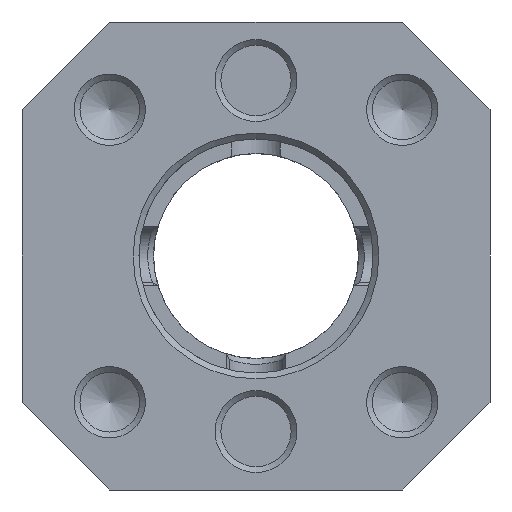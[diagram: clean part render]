
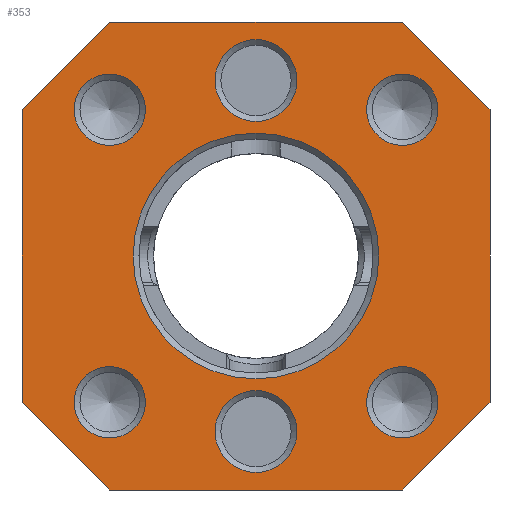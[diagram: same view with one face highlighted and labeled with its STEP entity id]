
A CAD part, front view. The second image highlights one B-rep face of the part: STEP entity #353.
In plain terms, the highlighted planar face has unit normal (0, -1, 0).
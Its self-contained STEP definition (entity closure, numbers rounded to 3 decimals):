
#353 = ADVANCED_FACE( '', ( #841, #842, #843, #844, #845, #846, #847, #848 ), #849, .T. );
#841 = FACE_BOUND( '', #1710, .T. );
#842 = FACE_BOUND( '', #1711, .T. );
#843 = FACE_BOUND( '', #1712, .T. );
#844 = FACE_BOUND( '', #1713, .T. );
#845 = FACE_BOUND( '', #1714, .T. );
#846 = FACE_BOUND( '', #1715, .T. );
#847 = FACE_BOUND( '', #1716, .T. );
#848 = FACE_OUTER_BOUND( '', #1717, .T. );
#849 = PLANE( '', #1718 );
#1710 = EDGE_LOOP( '', ( #2664 ) );
#1711 = EDGE_LOOP( '', ( #2665 ) );
#1712 = EDGE_LOOP( '', ( #2666 ) );
#1713 = EDGE_LOOP( '', ( #2667 ) );
#1714 = EDGE_LOOP( '', ( #2668 ) );
#1715 = EDGE_LOOP( '', ( #2669 ) );
#1716 = EDGE_LOOP( '', ( #2670 ) );
#1717 = EDGE_LOOP( '', ( #2671, #2672, #2673, #2674, #2675, #2676, #2677, #2678 ) );
#1718 = AXIS2_PLACEMENT_3D( '', #2679, #2680, #2681 );
#2664 = ORIENTED_EDGE( '', *, *, #3115, .T. );
#2665 = ORIENTED_EDGE( '', *, *, #3069, .T. );
#2666 = ORIENTED_EDGE( '', *, *, #3043, .T. );
#2667 = ORIENTED_EDGE( '', *, *, #2928, .T. );
#2668 = ORIENTED_EDGE( '', *, *, #3149, .T. );
#2669 = ORIENTED_EDGE( '', *, *, #3063, .T. );
#2670 = ORIENTED_EDGE( '', *, *, #3008, .T. );
#2671 = ORIENTED_EDGE( '', *, *, #3039, .T. );
#2672 = ORIENTED_EDGE( '', *, *, #3031, .T. );
#2673 = ORIENTED_EDGE( '', *, *, #3168, .T. );
#2674 = ORIENTED_EDGE( '', *, *, #3169, .T. );
#2675 = ORIENTED_EDGE( '', *, *, #3102, .T. );
#2676 = ORIENTED_EDGE( '', *, *, #3170, .T. );
#2677 = ORIENTED_EDGE( '', *, *, #3165, .T. );
#2678 = ORIENTED_EDGE( '', *, *, #3075, .T. );
#2679 = CARTESIAN_POINT( '', ( -40., -175.5, -40. ) );
#2680 = DIRECTION( '', ( 0., -1., 0. ) );
#2681 = DIRECTION( '', ( 0., 0., -1. ) );
#2928 = EDGE_CURVE( '', #3291, #3291, #3292, .F. );
#3008 = EDGE_CURVE( '', #3420, #3420, #3421, .F. );
#3031 = EDGE_CURVE( '', #3454, #3455, #3456, .F. );
#3039 = EDGE_CURVE( '', #3468, #3454, #3469, .T. );
#3043 = EDGE_CURVE( '', #3474, #3474, #3475, .F. );
#3063 = EDGE_CURVE( '', #3505, #3505, #3506, .F. );
#3069 = EDGE_CURVE( '', #3514, #3514, #3515, .F. );
#3075 = EDGE_CURVE( '', #3523, #3468, #3524, .F. );
#3102 = EDGE_CURVE( '', #3560, #3561, #3562, .T. );
#3115 = EDGE_CURVE( '', #3578, #3578, #3579, .F. );
#3149 = EDGE_CURVE( '', #3624, #3624, #3625, .F. );
#3165 = EDGE_CURVE( '', #3644, #3523, #3645, .T. );
#3168 = EDGE_CURVE( '', #3455, #3648, #3649, .T. );
#3169 = EDGE_CURVE( '', #3648, #3560, #3650, .F. );
#3170 = EDGE_CURVE( '', #3561, #3644, #3651, .F. );
#3291 = VERTEX_POINT( '', #3941 );
#3292 = CIRCLE( '', #3942, 6.1 );
#3420 = VERTEX_POINT( '', #4842 );
#3421 = CIRCLE( '', #4843, 6.1 );
#3454 = VERTEX_POINT( '', #4964 );
#3455 = VERTEX_POINT( '', #4965 );
#3456 = LINE( '', #4966, #4967 );
#3468 = VERTEX_POINT( '', #4981 );
#3469 = LINE( '', #4982, #4983 );
#3474 = VERTEX_POINT( '', #4989 );
#3475 = CIRCLE( '', #4990, 7. );
#3505 = VERTEX_POINT( '', #5128 );
#3506 = CIRCLE( '', #5129, 7. );
#3514 = VERTEX_POINT( '', #5221 );
#3515 = CIRCLE( '', #5222, 6.1 );
#3523 = VERTEX_POINT( '', #5272 );
#3524 = LINE( '', #5273, #5274 );
#3560 = VERTEX_POINT( '', #5357 );
#3561 = VERTEX_POINT( '', #5358 );
#3562 = LINE( '', #5359, #5360 );
#3578 = VERTEX_POINT( '', #5379 );
#3579 = CIRCLE( '', #5380, 21. );
#3624 = VERTEX_POINT( '', #5468 );
#3625 = CIRCLE( '', #5469, 6.1 );
#3644 = VERTEX_POINT( '', #5530 );
#3645 = LINE( '', #5531, #5532 );
#3648 = VERTEX_POINT( '', #5536 );
#3649 = LINE( '', #5537, #5538 );
#3650 = LINE( '', #5539, #5540 );
#3651 = LINE( '', #5541, #5542 );
#3941 = CARTESIAN_POINT( '', ( 25., -175.5, -31.1 ) );
#3942 = AXIS2_PLACEMENT_3D( '', #5670, #5671, #5672 );
#4842 = CARTESIAN_POINT( '', ( -25., -175.5, 18.9 ) );
#4843 = AXIS2_PLACEMENT_3D( '', #5751, #5752, #5753 );
#4964 = CARTESIAN_POINT( '', ( -40., -175.5, -25. ) );
#4965 = CARTESIAN_POINT( '', ( -25., -175.5, -40. ) );
#4966 = CARTESIAN_POINT( '', ( -32.5, -175.5, -32.5 ) );
#4967 = VECTOR( '', #5778, 1000. );
#4981 = CARTESIAN_POINT( '', ( -40., -175.5, 25. ) );
#4982 = CARTESIAN_POINT( '', ( -40., -175.5, 40. ) );
#4983 = VECTOR( '', #5793, 1000. );
#4989 = CARTESIAN_POINT( '', ( 0., -175.5, -37. ) );
#4990 = AXIS2_PLACEMENT_3D( '', #5798, #5799, #5800 );
#5128 = CARTESIAN_POINT( '', ( 0., -175.5, 23. ) );
#5129 = AXIS2_PLACEMENT_3D( '', #5826, #5827, #5828 );
#5221 = CARTESIAN_POINT( '', ( -25., -175.5, -31.1 ) );
#5222 = AXIS2_PLACEMENT_3D( '', #5829, #5830, #5831 );
#5272 = CARTESIAN_POINT( '', ( -25., -175.5, 40. ) );
#5273 = CARTESIAN_POINT( '', ( -72.5, -175.5, -7.5 ) );
#5274 = VECTOR( '', #5835, 1000. );
#5357 = CARTESIAN_POINT( '', ( 40., -175.5, -25. ) );
#5358 = CARTESIAN_POINT( '', ( 40., -175.5, 25. ) );
#5359 = CARTESIAN_POINT( '', ( 40., -175.5, -40. ) );
#5360 = VECTOR( '', #5867, 1000. );
#5379 = CARTESIAN_POINT( '', ( 0., -175.5, -21. ) );
#5380 = AXIS2_PLACEMENT_3D( '', #5879, #5880, #5881 );
#5468 = CARTESIAN_POINT( '', ( 25., -175.5, 18.9 ) );
#5469 = AXIS2_PLACEMENT_3D( '', #5916, #5917, #5918 );
#5530 = CARTESIAN_POINT( '', ( 25., -175.5, 40. ) );
#5531 = CARTESIAN_POINT( '', ( 40., -175.5, 40. ) );
#5532 = VECTOR( '', #5928, 1000. );
#5536 = CARTESIAN_POINT( '', ( 25., -175.5, -40. ) );
#5537 = CARTESIAN_POINT( '', ( -40., -175.5, -40. ) );
#5538 = VECTOR( '', #5930, 1000. );
#5539 = CARTESIAN_POINT( '', ( -7.5, -175.5, -72.5 ) );
#5540 = VECTOR( '', #5931, 1000. );
#5541 = CARTESIAN_POINT( '', ( 32.5, -175.5, 32.5 ) );
#5542 = VECTOR( '', #5932, 1000. );
#5670 = CARTESIAN_POINT( '', ( 25., -175.5, -25. ) );
#5671 = DIRECTION( '', ( 0., -1., 0. ) );
#5672 = DIRECTION( '', ( 0., 0., -1. ) );
#5751 = CARTESIAN_POINT( '', ( -25., -175.5, 25. ) );
#5752 = DIRECTION( '', ( 0., -1., 0. ) );
#5753 = DIRECTION( '', ( 0., 0., -1. ) );
#5778 = DIRECTION( '', ( -0.707, 0., 0.707 ) );
#5793 = DIRECTION( '', ( 0., 0., -1. ) );
#5798 = CARTESIAN_POINT( '', ( 0., -175.5, -30. ) );
#5799 = DIRECTION( '', ( 0., -1., 0. ) );
#5800 = DIRECTION( '', ( 0., 0., -1. ) );
#5826 = CARTESIAN_POINT( '', ( 0., -175.5, 30. ) );
#5827 = DIRECTION( '', ( 0., -1., 0. ) );
#5828 = DIRECTION( '', ( 0., 0., -1. ) );
#5829 = CARTESIAN_POINT( '', ( -25., -175.5, -25. ) );
#5830 = DIRECTION( '', ( 0., -1., 0. ) );
#5831 = DIRECTION( '', ( 0., 0., -1. ) );
#5835 = DIRECTION( '', ( 0.707, 0., 0.707 ) );
#5867 = DIRECTION( '', ( 0., 0., 1. ) );
#5879 = CARTESIAN_POINT( '', ( 0., -175.5, 0. ) );
#5880 = DIRECTION( '', ( 0., -1., 0. ) );
#5881 = DIRECTION( '', ( 0., 0., -1. ) );
#5916 = CARTESIAN_POINT( '', ( 25., -175.5, 25. ) );
#5917 = DIRECTION( '', ( 0., -1., 0. ) );
#5918 = DIRECTION( '', ( 0., 0., -1. ) );
#5928 = DIRECTION( '', ( -1., 0., 0. ) );
#5930 = DIRECTION( '', ( 1., 0., 0. ) );
#5931 = DIRECTION( '', ( -0.707, 0., -0.707 ) );
#5932 = DIRECTION( '', ( 0.707, 0., -0.707 ) );
